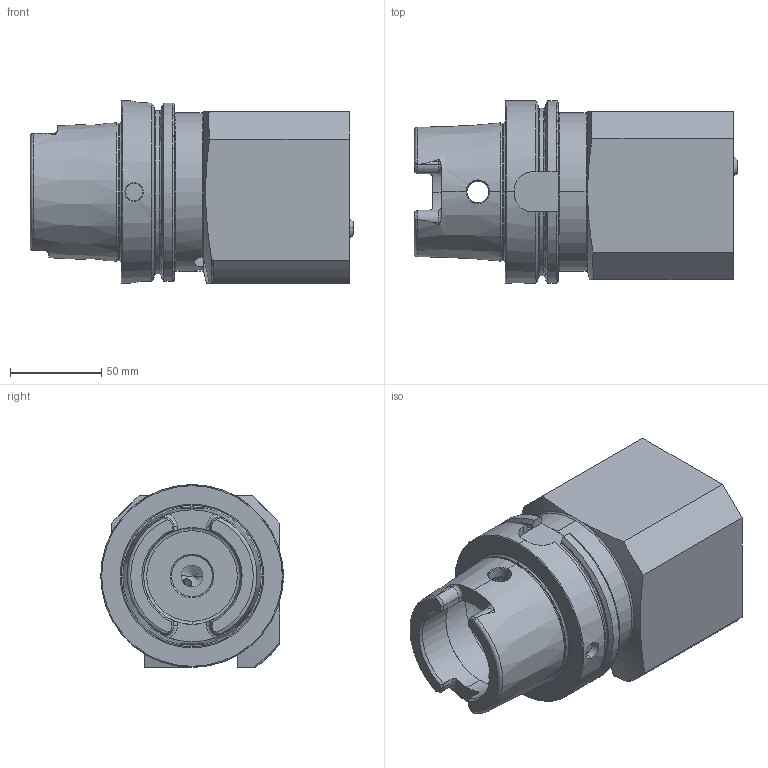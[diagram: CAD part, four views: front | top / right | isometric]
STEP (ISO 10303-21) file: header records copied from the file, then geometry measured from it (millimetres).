
FILE_DESCRIPTION (( 'STEP AP203' ), '1' );
FILE_NAME ('HA0.V25.R11.125.STEP', '2013-06-13T11:38:15', ( 'baer' ), ( 'Hewlett-Packard Company' ), 'SwSTEP 2.0', 'SolidWorks 2012', '' );
FILE_SCHEMA (( 'CONFIG_CONTROL_DESIGN' ));
Length unit declared in the file: millimetre
Products named in the file (6): HA0.V25.R11.125; KU1-U14.001.012; KU1-U14.001.012_2; KU1-U14.001.012_1; ISO 4026 - M12 x 25; HA0-V25.R11.125_B_Fertigbearbeitung
Assembly tree (7 placements, depth 3):
  HA0.V25.R11.125
    HA0-V25.R11.125_B_Fertigbearbeitung
    ISO 4026 - M12 x 25  x3
    KU1-U14.001.012
      KU1-U14.001.012_1
      KU1-U14.001.012_2
Bounding box: 177.3 x 100 x 100 mm (x, y, z)
Volume: 913910.8 mm3; surface area: 97684.9 mm2
Topology: 6 solids, 6 shells, 267 faces, 688 edges, 429 vertices
Faces by surface type: plane 82, cylinder 75, cone 63, torus 38, bspline 5, sphere 4
Entity records: 9345 total; most frequent: CARTESIAN_POINT 2952, ORIENTED_EDGE 1220, DIRECTION 1201, EDGE_CURVE 610, AXIS2_PLACEMENT_3D 489, VERTEX_POINT 383, EDGE_LOOP 255, CIRCLE 246
